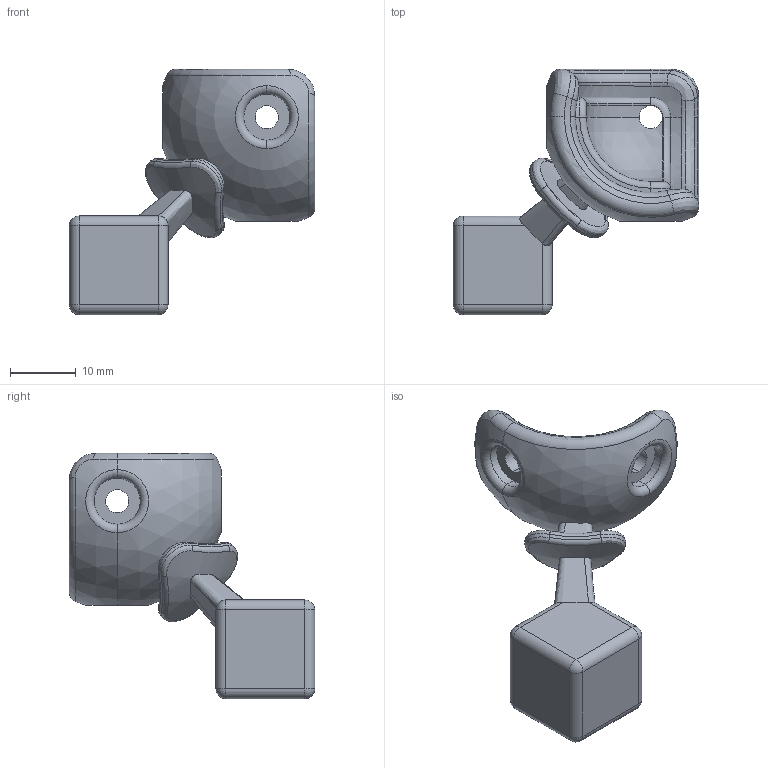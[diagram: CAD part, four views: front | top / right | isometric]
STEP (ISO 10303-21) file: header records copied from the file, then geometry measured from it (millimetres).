
FILE_DESCRIPTION (( 'STEP AP203' ), '1' );
FILE_NAME ('6,1.STEP', '2025-03-19T18:09:02', ( '' ), ( '' ), 'SwSTEP 2.0', 'SolidWorks 2023', '' );
FILE_SCHEMA (( 'CONFIG_CONTROL_DESIGN' ));
Length unit declared in the file: millimetre
Products named in the file (1): 6,1
Bounding box: 37.28 x 37.28 x 37.28 mm (x, y, z)
Volume: 7963.7 mm3; surface area: 4083.6 mm2
Topology: 1 solids, 1 shells, 123 faces, 294 edges, 166 vertices
Faces by surface type: torus 39, cylinder 31, bspline 19, sphere 15, plane 15, cone 4
Entity records: 5710 total; most frequent: CARTESIAN_POINT 2868, DIRECTION 628, ORIENTED_EDGE 568, AXIS2_PLACEMENT_3D 289, EDGE_CURVE 284, CIRCLE 184, VERTEX_POINT 165, EDGE_LOOP 131
